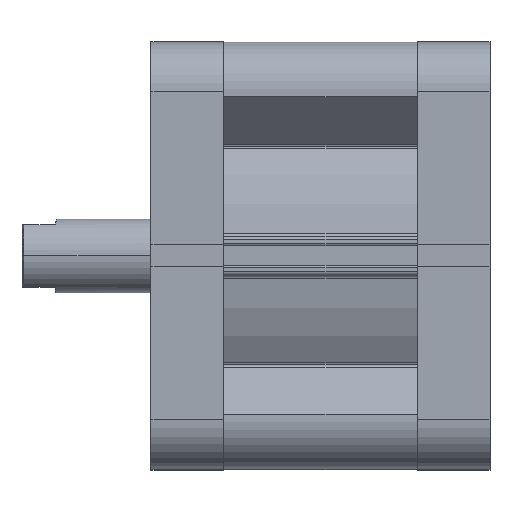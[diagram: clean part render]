
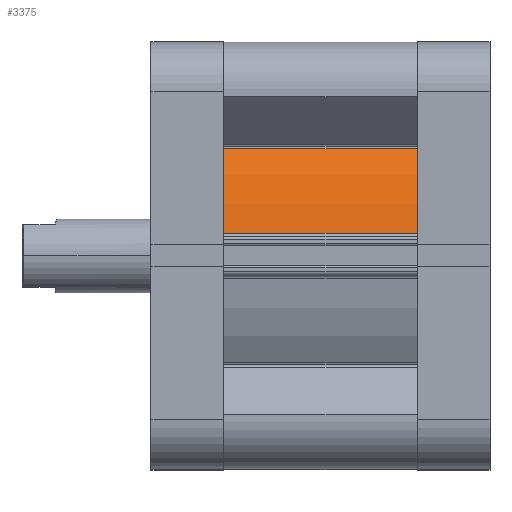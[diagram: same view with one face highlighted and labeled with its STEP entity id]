
A CAD part, top view. The second image highlights one B-rep face of the part: STEP entity #3375.
In plain terms, the highlighted cylindrical face has radius 53.5 mm (diameter 107 mm), a partial arc.
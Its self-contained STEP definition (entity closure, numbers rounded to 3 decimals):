
#905 = CARTESIAN_POINT ( 'NONE',  ( 44.961, 28.996, 52.5 ) ) ;
#906 = DIRECTION ( 'NONE',  ( 0., 0., 1. ) ) ;
#911 = CARTESIAN_POINT ( 'NONE',  ( 0., 0., 52.5 ) ) ;
#912 = DIRECTION ( 'NONE',  ( 0., 0., 1. ) ) ;
#913 = DIRECTION ( 'NONE',  ( 1., 0., 0. ) ) ;
#914 = CARTESIAN_POINT ( 'NONE',  ( 53.147, 6.135, 52.5 ) ) ;
#915 = DIRECTION ( 'NONE',  ( 0., 0., -1. ) ) ;
#1582 = LINE ( 'NONE', #905, #1583 ) ;
#1583 = VECTOR ( 'NONE', #906, 1000. ) ;
#1584 = LINE ( 'NONE', #914, #1585 ) ;
#1585 = VECTOR ( 'NONE', #915, 1000. ) ;
#1587 = CIRCLE ( 'NONE', #9866, 53.5 ) ;
#2143 = CIRCLE ( 'NONE', #9991, 53.5 ) ;
#2722 = CARTESIAN_POINT ( 'NONE',  ( 0., 0., 0. ) ) ;
#2732 = DIRECTION ( 'NONE',  ( 0., 0., 1. ) ) ;
#2733 = DIRECTION ( 'NONE',  ( 1., 0., 0. ) ) ;
#3375 = ADVANCED_FACE ( 'NONE', ( #6425 ), #4752, .T. ) ;
#3616 = ORIENTED_EDGE ( 'NONE', *, *, #10689, .T. ) ;
#3618 = ORIENTED_EDGE ( 'NONE', *, *, #11032, .T. ) ;
#3620 = ORIENTED_EDGE ( 'NONE', *, *, #10692, .T. ) ;
#3622 = ORIENTED_EDGE ( 'NONE', *, *, #10691, .F. ) ;
#4597 = EDGE_LOOP ( 'NONE', ( #3622, #3620, #3618, #3616 ) ) ;
#4752 = CYLINDRICAL_SURFACE ( 'NONE', #9529, 53.5 ) ;
#4988 = VERTEX_POINT ( 'NONE', #5930 ) ;
#4989 = VERTEX_POINT ( 'NONE', #5931 ) ;
#5162 = VERTEX_POINT ( 'NONE', #6104 ) ;
#5163 = VERTEX_POINT ( 'NONE', #6105 ) ;
#5643 = DIRECTION ( 'NONE',  ( -1., 0., 0. ) ) ;
#5644 = DIRECTION ( 'NONE',  ( 0., 0., -1. ) ) ;
#5645 = CARTESIAN_POINT ( 'NONE',  ( 0., 0., 52.5 ) ) ;
#5930 = CARTESIAN_POINT ( 'NONE',  ( 53.147, 6.135, 0. ) ) ;
#5931 = CARTESIAN_POINT ( 'NONE',  ( 44.961, 28.996, 0. ) ) ;
#6104 = CARTESIAN_POINT ( 'NONE',  ( 53.147, 6.135, 52.5 ) ) ;
#6105 = CARTESIAN_POINT ( 'NONE',  ( 44.961, 28.996, 52.5 ) ) ;
#6425 = FACE_OUTER_BOUND ( 'NONE', #4597, .T. ) ;
#9529 = AXIS2_PLACEMENT_3D ( 'NONE', #5645, #5644, #5643 ) ;
#9866 = AXIS2_PLACEMENT_3D ( 'NONE', #911, #912, #913 ) ;
#9991 = AXIS2_PLACEMENT_3D ( 'NONE', #2722, #2732, #2733 ) ;
#10689 = EDGE_CURVE ( 'NONE', #4989, #5163, #1582, .T. ) ;
#10691 = EDGE_CURVE ( 'NONE', #5162, #5163, #1587, .T. ) ;
#10692 = EDGE_CURVE ( 'NONE', #5162, #4988, #1584, .T. ) ;
#11032 = EDGE_CURVE ( 'NONE', #4988, #4989, #2143, .T. ) ;
